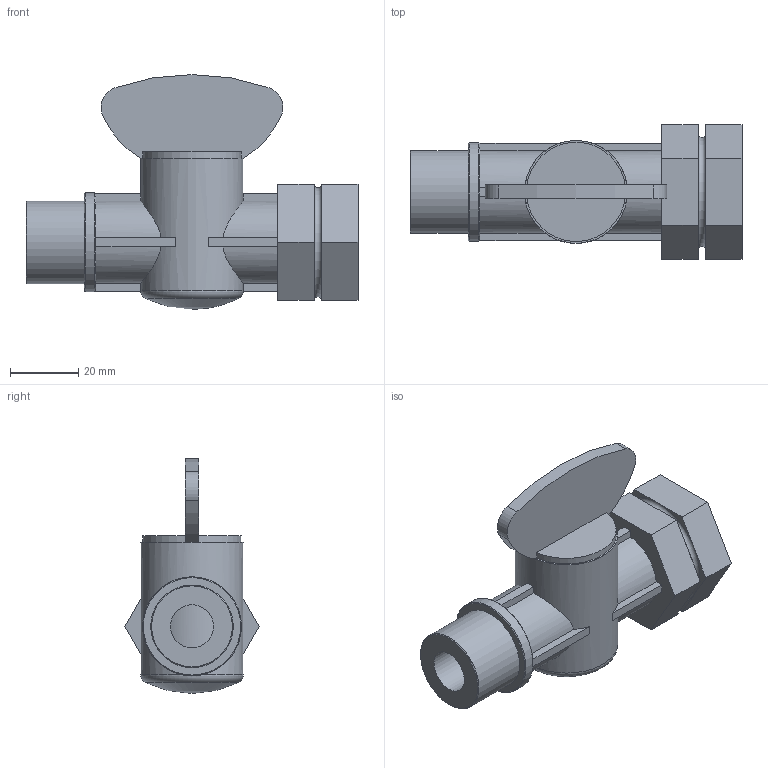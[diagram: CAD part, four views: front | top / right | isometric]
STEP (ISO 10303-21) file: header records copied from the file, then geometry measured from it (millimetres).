
FILE_DESCRIPTION(/* description */ ('PLASSON 1/4 TURN VALVE MALE THREADED X FEMALE THREADED 3/4"X3/4"'),/* implementation_level */ '2;1');
FILE_NAME(/* name */ '03012077.ipt.stp',/* time_stamp */ '2017-06-18T09:19:43+03:00',/* author */ ('KIM'),/* organization */ (''),/* preprocessor_version */ 'ST-DEVELOPER v15.6',/* originating_system */ 'Autodesk Inventor 2015',/* authorisation */ '');
FILE_SCHEMA (('AUTOMOTIVE_DESIGN { 1 0 10303 214 3 1 1 }'));
Length unit declared in the file: millimetre
Products named in the file (1): 03012077
Bounding box: 97 x 39.26 x 68.6 mm (x, y, z)
Volume: 64654.4 mm3; surface area: 19857.8 mm2
Topology: 1 solids, 1 shells, 104 faces, 259 edges, 161 vertices
Faces by surface type: plane 75, cylinder 23, cone 3, torus 2, sphere 1
Full cylindrical faces by diameter (mm): 12.592 x2, 24.117 x1, 26.441 x1, 28.94 x1, 30 x1
Entity records: 3124 total; most frequent: CARTESIAN_POINT 683, DIRECTION 514, ORIENTED_EDGE 482, EDGE_CURVE 241, AXIS2_PLACEMENT_3D 182, VERTEX_POINT 155, LINE 150, VECTOR 150
